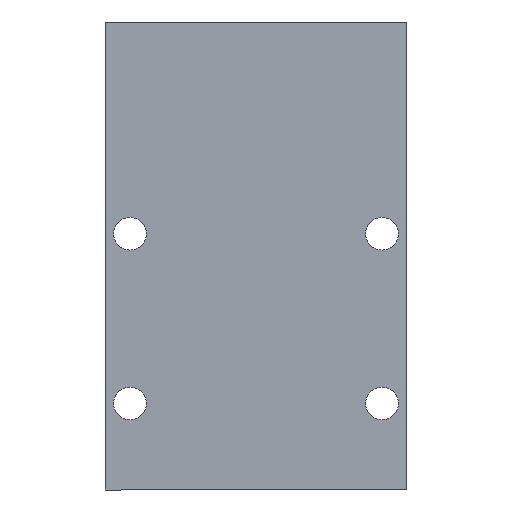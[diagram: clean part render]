
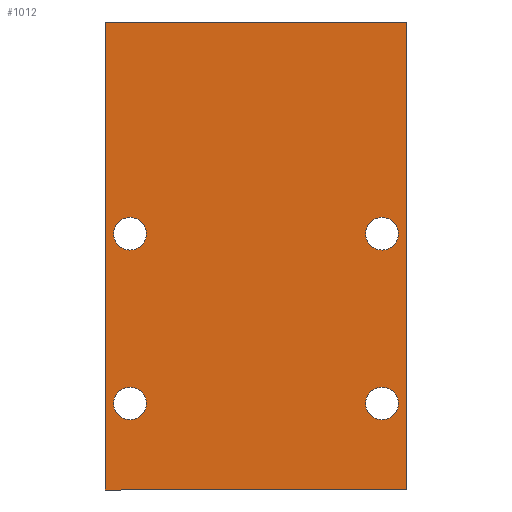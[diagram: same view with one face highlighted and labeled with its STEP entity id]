
A CAD part, front view. The second image highlights one B-rep face of the part: STEP entity #1012.
In plain terms, the highlighted planar face has unit normal (0, -1, 0).
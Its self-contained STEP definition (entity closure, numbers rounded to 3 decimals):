
#44 = CARTESIAN_POINT ( 'NONE',  ( -25.504, 1.778, -134.62 ) ) ;
#50 = EDGE_CURVE ( 'NONE', #1607, #859, #3851, .T. ) ;
#104 = VERTEX_POINT ( 'NONE', #1513 ) ;
#137 = FACE_BOUND ( 'NONE', #3754, .T. ) ;
#201 = CARTESIAN_POINT ( 'NONE',  ( -15.287, 1.778, -167.275 ) ) ;
#239 = FACE_OUTER_BOUND ( 'NONE', #3757, .T. ) ;
#280 = CARTESIAN_POINT ( 'NONE',  ( 4.746, 1.778, -167.275 ) ) ;
#294 = CARTESIAN_POINT ( 'NONE',  ( 29.745, 1.778, -134.62 ) ) ;
#384 = EDGE_CURVE ( 'NONE', #104, #1255, #2198, .T. ) ;
#415 = CARTESIAN_POINT ( 'NONE',  ( -25.504, 1.778, -170.18 ) ) ;
#505 = CARTESIAN_POINT ( 'NONE',  ( -15.287, 1.778, -167.275 ) ) ;
#527 = VERTEX_POINT ( 'NONE', #3089 ) ;
#531 = DIRECTION ( 'NONE',  ( -1., 0., 0. ) ) ;
#586 = CARTESIAN_POINT ( 'NONE',  ( 2.816, 1.778, -167.275 ) ) ;
#594 = ORIENTED_EDGE ( 'NONE', *, *, #50, .F. ) ;
#611 = DIRECTION ( 'NONE',  ( -1., 0., 0. ) ) ;
#636 = CARTESIAN_POINT ( 'NONE',  ( 58.42, 1.778, -134.62 ) ) ;
#690 = CARTESIAN_POINT ( 'NONE',  ( -17.217, 1.778, -137.525 ) ) ;
#831 = VERTEX_POINT ( 'NONE', #1685 ) ;
#849 = DIRECTION ( 'NONE',  ( -1., 0., 0. ) ) ;
#859 = VERTEX_POINT ( 'NONE', #1657 ) ;
#896 = CARTESIAN_POINT ( 'NONE',  ( 6.677, 1.778, -167.275 ) ) ;
#939 = LINE ( 'NONE', #2422, #3326 ) ;
#942 = CIRCLE ( 'NONE', #1936, 1.93 ) ;
#1012 = ADVANCED_FACE ( 'NONE', ( #137, #3484, #1232, #2778, #239 ), #1233, .F. ) ;
#1049 = ORIENTED_EDGE ( 'NONE', *, *, #2874, .F. ) ;
#1072 = CARTESIAN_POINT ( 'NONE',  ( 4.746, 1.778, -137.525 ) ) ;
#1144 = ORIENTED_EDGE ( 'NONE', *, *, #2998, .F. ) ;
#1192 = ORIENTED_EDGE ( 'NONE', *, *, #2679, .F. ) ;
#1205 = DIRECTION ( 'NONE',  ( 1., 0., 0. ) ) ;
#1217 = DIRECTION ( 'NONE',  ( 0., 1., 0. ) ) ;
#1232 = FACE_BOUND ( 'NONE', #1271, .T. ) ;
#1233 = PLANE ( 'NONE',  #2740 ) ;
#1242 = CARTESIAN_POINT ( 'NONE',  ( 58.42, 1.778, 0. ) ) ;
#1255 = VERTEX_POINT ( 'NONE', #690 ) ;
#1260 = AXIS2_PLACEMENT_3D ( 'NONE', #3524, #3493, #3487 ) ;
#1271 = EDGE_LOOP ( 'NONE', ( #1192, #594 ) ) ;
#1279 = ORIENTED_EDGE ( 'NONE', *, *, #3941, .F. ) ;
#1315 = DIRECTION ( 'NONE',  ( -1., 0., 0. ) ) ;
#1357 = DIRECTION ( 'NONE',  ( 0., -1., 0. ) ) ;
#1359 = ORIENTED_EDGE ( 'NONE', *, *, #3023, .T. ) ;
#1366 = EDGE_LOOP ( 'NONE', ( #1049, #1279 ) ) ;
#1405 = AXIS2_PLACEMENT_3D ( 'NONE', #280, #2596, #611 ) ;
#1410 = DIRECTION ( 'NONE',  ( -1., 0., 0. ) ) ;
#1468 = VECTOR ( 'NONE', #2078, 1000. ) ;
#1480 = VERTEX_POINT ( 'NONE', #415 ) ;
#1513 = CARTESIAN_POINT ( 'NONE',  ( -13.356, 1.778, -137.525 ) ) ;
#1522 = EDGE_CURVE ( 'NONE', #527, #1480, #1678, .T. ) ;
#1534 = CARTESIAN_POINT ( 'NONE',  ( -15.287, 1.778, -137.525 ) ) ;
#1577 = CARTESIAN_POINT ( 'NONE',  ( -17.217, 1.778, -167.275 ) ) ;
#1607 = VERTEX_POINT ( 'NONE', #3311 ) ;
#1657 = CARTESIAN_POINT ( 'NONE',  ( 2.816, 1.778, -137.525 ) ) ;
#1678 = LINE ( 'NONE', #1757, #1468 ) ;
#1685 = CARTESIAN_POINT ( 'NONE',  ( 29.745, 1.778, -134.62 ) ) ;
#1757 = CARTESIAN_POINT ( 'NONE',  ( 58.42, 1.778, -170.18 ) ) ;
#1835 = VERTEX_POINT ( 'NONE', #1577 ) ;
#1851 = AXIS2_PLACEMENT_3D ( 'NONE', #201, #2510, #531 ) ;
#1863 = DIRECTION ( 'NONE',  ( -1., 0., 0. ) ) ;
#1936 = AXIS2_PLACEMENT_3D ( 'NONE', #1534, #3629, #1863 ) ;
#2027 = ORIENTED_EDGE ( 'NONE', *, *, #384, .F. ) ;
#2078 = DIRECTION ( 'NONE',  ( -1., 0., 0. ) ) ;
#2137 = VERTEX_POINT ( 'NONE', #2993 ) ;
#2198 = CIRCLE ( 'NONE', #1260, 1.93 ) ;
#2251 = AXIS2_PLACEMENT_3D ( 'NONE', #1072, #3268, #1410 ) ;
#2362 = CIRCLE ( 'NONE', #2460, 1.93 ) ;
#2369 = CARTESIAN_POINT ( 'NONE',  ( 4.746, 1.778, -137.525 ) ) ;
#2422 = CARTESIAN_POINT ( 'NONE',  ( -25.504, 1.778, -134.62 ) ) ;
#2434 = VERTEX_POINT ( 'NONE', #896 ) ;
#2460 = AXIS2_PLACEMENT_3D ( 'NONE', #3231, #1357, #3492 ) ;
#2487 = VERTEX_POINT ( 'NONE', #586 ) ;
#2490 = DIRECTION ( 'NONE',  ( 0., -1., 0. ) ) ;
#2510 = DIRECTION ( 'NONE',  ( 0., -1., 0. ) ) ;
#2512 = DIRECTION ( 'NONE',  ( -1., 0., 0. ) ) ;
#2543 = AXIS2_PLACEMENT_3D ( 'NONE', #505, #2829, #849 ) ;
#2596 = DIRECTION ( 'NONE',  ( 0., -1., 0. ) ) ;
#2613 = EDGE_CURVE ( 'NONE', #2434, #2487, #2362, .T. ) ;
#2614 = DIRECTION ( 'NONE',  ( 0., 0., 1. ) ) ;
#2643 = LINE ( 'NONE', #636, #3981 ) ;
#2654 = VERTEX_POINT ( 'NONE', #44 ) ;
#2679 = EDGE_CURVE ( 'NONE', #859, #1607, #3626, .T. ) ;
#2717 = ORIENTED_EDGE ( 'NONE', *, *, #3081, .T. ) ;
#2740 = AXIS2_PLACEMENT_3D ( 'NONE', #1242, #1217, #1205 ) ;
#2772 = ORIENTED_EDGE ( 'NONE', *, *, #1522, .F. ) ;
#2778 = FACE_BOUND ( 'NONE', #3873, .T. ) ;
#2796 = DIRECTION ( 'NONE',  ( 0., 0., -1. ) ) ;
#2829 = DIRECTION ( 'NONE',  ( 0., -1., 0. ) ) ;
#2869 = EDGE_CURVE ( 'NONE', #1255, #104, #942, .T. ) ;
#2874 = EDGE_CURVE ( 'NONE', #1835, #2137, #3500, .T. ) ;
#2929 = VECTOR ( 'NONE', #2614, 1000. ) ;
#2965 = ORIENTED_EDGE ( 'NONE', *, *, #2613, .F. ) ;
#2993 = CARTESIAN_POINT ( 'NONE',  ( -13.356, 1.778, -167.275 ) ) ;
#2998 = EDGE_CURVE ( 'NONE', #2487, #2434, #3623, .T. ) ;
#3004 = AXIS2_PLACEMENT_3D ( 'NONE', #2369, #2490, #2512 ) ;
#3023 = EDGE_CURVE ( 'NONE', #527, #831, #3534, .T. ) ;
#3081 = EDGE_CURVE ( 'NONE', #831, #2654, #2643, .T. ) ;
#3089 = CARTESIAN_POINT ( 'NONE',  ( 29.745, 1.778, -170.18 ) ) ;
#3231 = CARTESIAN_POINT ( 'NONE',  ( 4.746, 1.778, -167.275 ) ) ;
#3268 = DIRECTION ( 'NONE',  ( 0., -1., 0. ) ) ;
#3275 = EDGE_CURVE ( 'NONE', #2654, #1480, #939, .T. ) ;
#3311 = CARTESIAN_POINT ( 'NONE',  ( 6.677, 1.778, -137.525 ) ) ;
#3326 = VECTOR ( 'NONE', #2796, 1000. ) ;
#3484 = FACE_BOUND ( 'NONE', #1366, .T. ) ;
#3487 = DIRECTION ( 'NONE',  ( -1., 0., 0. ) ) ;
#3492 = DIRECTION ( 'NONE',  ( -1., 0., 0. ) ) ;
#3493 = DIRECTION ( 'NONE',  ( 0., -1., 0. ) ) ;
#3500 = CIRCLE ( 'NONE', #1851, 1.93 ) ;
#3511 = ORIENTED_EDGE ( 'NONE', *, *, #2869, .F. ) ;
#3524 = CARTESIAN_POINT ( 'NONE',  ( -15.287, 1.778, -137.525 ) ) ;
#3534 = LINE ( 'NONE', #294, #2929 ) ;
#3613 = CIRCLE ( 'NONE', #2543, 1.93 ) ;
#3623 = CIRCLE ( 'NONE', #1405, 1.93 ) ;
#3626 = CIRCLE ( 'NONE', #2251, 1.93 ) ;
#3629 = DIRECTION ( 'NONE',  ( 0., -1., 0. ) ) ;
#3754 = EDGE_LOOP ( 'NONE', ( #3511, #2027 ) ) ;
#3757 = EDGE_LOOP ( 'NONE', ( #1359, #2717, #3921, #2772 ) ) ;
#3851 = CIRCLE ( 'NONE', #3004, 1.93 ) ;
#3873 = EDGE_LOOP ( 'NONE', ( #1144, #2965 ) ) ;
#3921 = ORIENTED_EDGE ( 'NONE', *, *, #3275, .T. ) ;
#3941 = EDGE_CURVE ( 'NONE', #2137, #1835, #3613, .T. ) ;
#3981 = VECTOR ( 'NONE', #1315, 1000. ) ;
